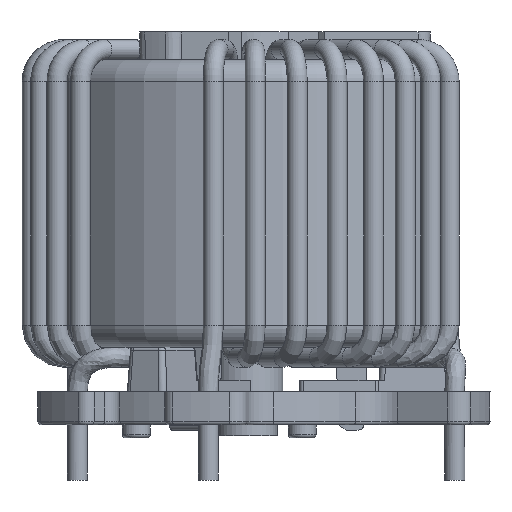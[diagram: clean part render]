
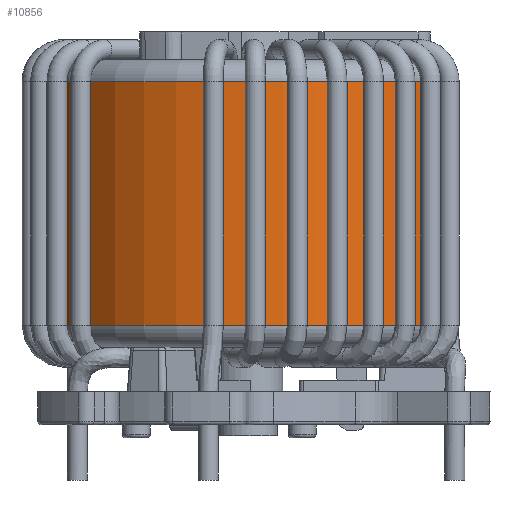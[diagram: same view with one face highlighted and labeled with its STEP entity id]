
A CAD part, left-side view. The second image highlights one B-rep face of the part: STEP entity #10856.
In plain terms, the highlighted cylindrical face has radius 18.6 mm (diameter 37.2 mm), a full revolution.
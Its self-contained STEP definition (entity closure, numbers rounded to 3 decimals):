
#490=CYLINDRICAL_SURFACE('',#11809,18.6);
#797=CIRCLE('',#11808,18.6);
#798=CIRCLE('',#11810,18.6);
#2581=ORIENTED_EDGE('',*,*,#4854,.F.);
#2582=ORIENTED_EDGE('',*,*,#4853,.F.);
#4853=EDGE_CURVE('',#6109,#6109,#797,.T.);
#4854=EDGE_CURVE('',#6110,#6110,#798,.T.);
#6109=VERTEX_POINT('',#17182);
#6110=VERTEX_POINT('',#17185);
#8958=EDGE_LOOP('',(#2581));
#8959=EDGE_LOOP('',(#2582));
#9754=FACE_BOUND('',#8958,.T.);
#9755=FACE_BOUND('',#8959,.T.);
#10856=ADVANCED_FACE('',(#9754,#9755),#490,.T.);
#11808=AXIS2_PLACEMENT_3D('',#17181,#13914,#13915);
#11809=AXIS2_PLACEMENT_3D('',#17183,#13916,#13917);
#11810=AXIS2_PLACEMENT_3D('',#17184,#13918,#13919);
#13914=DIRECTION('',(0.,-1.,0.));
#13915=DIRECTION('',(-1.,0.,0.));
#13916=DIRECTION('',(0.,1.,0.));
#13917=DIRECTION('',(1.,0.,0.));
#13918=DIRECTION('',(0.,1.,0.));
#13919=DIRECTION('',(-1.,0.,0.));
#17181=CARTESIAN_POINT('',(0.,2.,0.));
#17182=CARTESIAN_POINT('',(-18.6,2.,0.));
#17183=CARTESIAN_POINT('',(0.,0.,0.));
#17184=CARTESIAN_POINT('',(0.,24.,0.));
#17185=CARTESIAN_POINT('',(-18.6,24.,0.));
